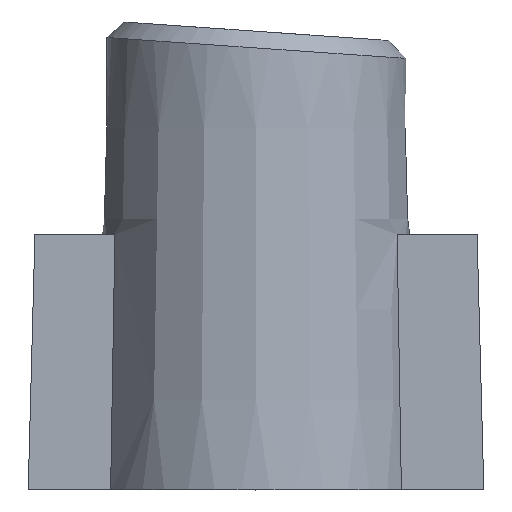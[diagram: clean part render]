
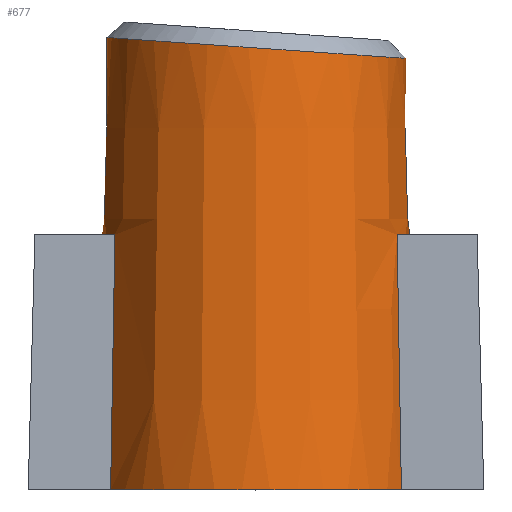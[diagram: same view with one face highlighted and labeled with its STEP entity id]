
A CAD part, left-side view. The second image highlights one B-rep face of the part: STEP entity #677.
In plain terms, the highlighted conical face has half-angle 1.5 degrees and reference radius 2.25 mm.
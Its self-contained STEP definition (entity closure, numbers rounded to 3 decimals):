
#18=B_SPLINE_CURVE_WITH_KNOTS('',3,(#1241,#1242,#1243,#1244,#1245),
 .UNSPECIFIED.,.F.,.F.,(4,1,4),(-3.142,-2.244,-1.577),
 .UNSPECIFIED.);
#19=B_SPLINE_CURVE_WITH_KNOTS('',3,(#1246,#1247,#1248,#1249,#1250,#1251,
#1252,#1253,#1254),.UNSPECIFIED.,.F.,.F.,(4,1,1,1,1,1,4),(-1.577,
-1.346,-0.449,0.449,1.346,
2.244,3.142),.UNSPECIFIED.);
#67=LINE('',#1257,#121);
#121=VECTOR('',#881,2.25);
#195=FACE_OUTER_BOUND('',#236,.T.);
#236=EDGE_LOOP('',(#540,#541,#542,#543,#544,#545,#546,#547,#548,#549,#550,
#551,#552));
#271=CIRCLE('',#751,2.413);
#272=CIRCLE('',#752,2.313);
#273=CIRCLE('',#753,2.413);
#274=CIRCLE('',#754,2.313);
#275=CIRCLE('',#755,2.413);
#284=(
BOUNDED_CURVE()
B_SPLINE_CURVE(2,(#1261,#1262,#1263),.UNSPECIFIED.,.F.,.F.)
B_SPLINE_CURVE_WITH_KNOTS((3,3),(10259.625,10267.192),
 .UNSPECIFIED.)
CURVE()
GEOMETRIC_REPRESENTATION_ITEM()
RATIONAL_B_SPLINE_CURVE((1.,1.,1.))
REPRESENTATION_ITEM('')
);
#285=(
BOUNDED_CURVE()
B_SPLINE_CURVE(2,(#1267,#1268,#1269),.UNSPECIFIED.,.F.,.F.)
B_SPLINE_CURVE_WITH_KNOTS((3,3),(9753.41,9760.977),
 .UNSPECIFIED.)
CURVE()
GEOMETRIC_REPRESENTATION_ITEM()
RATIONAL_B_SPLINE_CURVE((1.,1.,1.))
REPRESENTATION_ITEM('')
);
#286=(
BOUNDED_CURVE()
B_SPLINE_CURVE(2,(#1273,#1274,#1275),.UNSPECIFIED.,.F.,.F.)
B_SPLINE_CURVE_WITH_KNOTS((3,3),(10259.625,10267.192),
 .UNSPECIFIED.)
CURVE()
GEOMETRIC_REPRESENTATION_ITEM()
RATIONAL_B_SPLINE_CURVE((1.,1.,1.))
REPRESENTATION_ITEM('')
);
#287=(
BOUNDED_CURVE()
B_SPLINE_CURVE(2,(#1279,#1280,#1281),.UNSPECIFIED.,.F.,.F.)
B_SPLINE_CURVE_WITH_KNOTS((3,3),(9753.41,9760.977),
 .UNSPECIFIED.)
CURVE()
GEOMETRIC_REPRESENTATION_ITEM()
RATIONAL_B_SPLINE_CURVE((1.,1.,1.))
REPRESENTATION_ITEM('')
);
#326=VERTEX_POINT('',#1238);
#327=VERTEX_POINT('',#1240);
#328=VERTEX_POINT('',#1256);
#329=VERTEX_POINT('',#1258);
#330=VERTEX_POINT('',#1260);
#331=VERTEX_POINT('',#1264);
#332=VERTEX_POINT('',#1266);
#333=VERTEX_POINT('',#1270);
#334=VERTEX_POINT('',#1272);
#335=VERTEX_POINT('',#1276);
#336=VERTEX_POINT('',#1278);
#407=EDGE_CURVE('',#326,#327,#18,.T.);
#408=EDGE_CURVE('',#327,#326,#19,.T.);
#409=EDGE_CURVE('',#327,#328,#67,.T.);
#410=EDGE_CURVE('',#329,#328,#271,.T.);
#411=EDGE_CURVE('',#330,#329,#284,.T.);
#412=EDGE_CURVE('',#331,#330,#272,.T.);
#413=EDGE_CURVE('',#332,#331,#285,.T.);
#414=EDGE_CURVE('',#333,#332,#273,.T.);
#415=EDGE_CURVE('',#334,#333,#286,.T.);
#416=EDGE_CURVE('',#335,#334,#274,.T.);
#417=EDGE_CURVE('',#336,#335,#287,.T.);
#418=EDGE_CURVE('',#328,#336,#275,.T.);
#540=ORIENTED_EDGE('',*,*,#407,.F.);
#541=ORIENTED_EDGE('',*,*,#408,.F.);
#542=ORIENTED_EDGE('',*,*,#409,.T.);
#543=ORIENTED_EDGE('',*,*,#410,.F.);
#544=ORIENTED_EDGE('',*,*,#411,.F.);
#545=ORIENTED_EDGE('',*,*,#412,.F.);
#546=ORIENTED_EDGE('',*,*,#413,.F.);
#547=ORIENTED_EDGE('',*,*,#414,.F.);
#548=ORIENTED_EDGE('',*,*,#415,.F.);
#549=ORIENTED_EDGE('',*,*,#416,.F.);
#550=ORIENTED_EDGE('',*,*,#417,.F.);
#551=ORIENTED_EDGE('',*,*,#418,.F.);
#552=ORIENTED_EDGE('',*,*,#409,.F.);
#656=CONICAL_SURFACE('',#750,2.25,0.026);
#677=ADVANCED_FACE('',(#195),#656,.T.);
#750=AXIS2_PLACEMENT_3D('',#1255,#879,#880);
#751=AXIS2_PLACEMENT_3D('',#1259,#882,#883);
#752=AXIS2_PLACEMENT_3D('',#1265,#884,#885);
#753=AXIS2_PLACEMENT_3D('',#1271,#886,#887);
#754=AXIS2_PLACEMENT_3D('',#1277,#888,#889);
#755=AXIS2_PLACEMENT_3D('',#1282,#890,#891);
#879=DIRECTION('center_axis',(0.,0.,-1.));
#880=DIRECTION('ref_axis',(-1.,0.,0.));
#881=DIRECTION('',(0.026,0.,-1.));
#882=DIRECTION('center_axis',(0.,0.,-1.));
#883=DIRECTION('ref_axis',(-1.,0.,0.));
#884=DIRECTION('center_axis',(0.,0.,-1.));
#885=DIRECTION('ref_axis',(-1.,0.,0.));
#886=DIRECTION('center_axis',(0.,0.,-1.));
#887=DIRECTION('ref_axis',(-1.,0.,0.));
#888=DIRECTION('center_axis',(0.,0.,-1.));
#889=DIRECTION('ref_axis',(-1.,0.,0.));
#890=DIRECTION('center_axis',(0.,0.,-1.));
#891=DIRECTION('ref_axis',(-1.,0.,0.));
#1238=CARTESIAN_POINT('',(-4.438,4.174,9.235));
#1240=CARTESIAN_POINT('',(-2.199,6.419,9.391));
#1241=CARTESIAN_POINT('Ctrl Pts',(-4.438,4.174,9.235));
#1242=CARTESIAN_POINT('Ctrl Pts',(-3.762,4.174,9.235));
#1243=CARTESIAN_POINT('Ctrl Pts',(-2.59,4.743,9.274));
#1244=CARTESIAN_POINT('Ctrl Pts',(-2.201,5.92,9.356));
#1245=CARTESIAN_POINT('Ctrl Pts',(-2.199,6.419,9.391));
#1246=CARTESIAN_POINT('Ctrl Pts',(-2.199,6.419,9.391));
#1247=CARTESIAN_POINT('Ctrl Pts',(-2.198,6.591,9.403));
#1248=CARTESIAN_POINT('Ctrl Pts',(-2.29,7.432,9.462));
#1249=CARTESIAN_POINT('Ctrl Pts',(-3.337,8.725,9.552));
#1250=CARTESIAN_POINT('Ctrl Pts',(-5.537,8.721,9.552));
#1251=CARTESIAN_POINT('Ctrl Pts',(-6.934,7.008,9.432));
#1252=CARTESIAN_POINT('Ctrl Pts',(-6.454,4.827,9.28));
#1253=CARTESIAN_POINT('Ctrl Pts',(-5.113,4.174,9.235));
#1254=CARTESIAN_POINT('Ctrl Pts',(-4.438,4.174,9.235));
#1255=CARTESIAN_POINT('Origin',(-4.438,6.418,9.));
#1256=CARTESIAN_POINT('',(-2.024,6.418,2.767));
#1257=CARTESIAN_POINT('',(-2.188,6.418,9.));
#1258=CARTESIAN_POINT('',(-3.399,8.596,2.767));
#1259=CARTESIAN_POINT('Origin',(-4.438,6.418,2.767));
#1260=CARTESIAN_POINT('',(-3.499,8.532,6.592));
#1261=CARTESIAN_POINT('Ctrl Pts',(-3.499,8.532,6.592));
#1262=CARTESIAN_POINT('Ctrl Pts',(-3.45,8.564,4.708));
#1263=CARTESIAN_POINT('Ctrl Pts',(-3.399,8.596,2.767));
#1264=CARTESIAN_POINT('',(-5.376,8.532,6.592));
#1265=CARTESIAN_POINT('Origin',(-4.438,6.418,6.592));
#1266=CARTESIAN_POINT('',(-5.476,8.596,2.767));
#1267=CARTESIAN_POINT('Ctrl Pts',(-5.476,8.596,2.767));
#1268=CARTESIAN_POINT('Ctrl Pts',(-5.425,8.564,4.708));
#1269=CARTESIAN_POINT('Ctrl Pts',(-5.376,8.532,6.592));
#1270=CARTESIAN_POINT('',(-5.476,4.24,2.767));
#1271=CARTESIAN_POINT('Origin',(-4.438,6.418,2.767));
#1272=CARTESIAN_POINT('',(-5.376,4.304,6.592));
#1273=CARTESIAN_POINT('Ctrl Pts',(-5.376,4.304,6.592));
#1274=CARTESIAN_POINT('Ctrl Pts',(-5.425,4.272,4.708));
#1275=CARTESIAN_POINT('Ctrl Pts',(-5.476,4.24,2.767));
#1276=CARTESIAN_POINT('',(-3.499,4.304,6.592));
#1277=CARTESIAN_POINT('Origin',(-4.438,6.418,6.592));
#1278=CARTESIAN_POINT('',(-3.399,4.24,2.767));
#1279=CARTESIAN_POINT('Ctrl Pts',(-3.399,4.24,2.767));
#1280=CARTESIAN_POINT('Ctrl Pts',(-3.45,4.272,4.708));
#1281=CARTESIAN_POINT('Ctrl Pts',(-3.499,4.304,6.592));
#1282=CARTESIAN_POINT('Origin',(-4.438,6.418,2.767));
